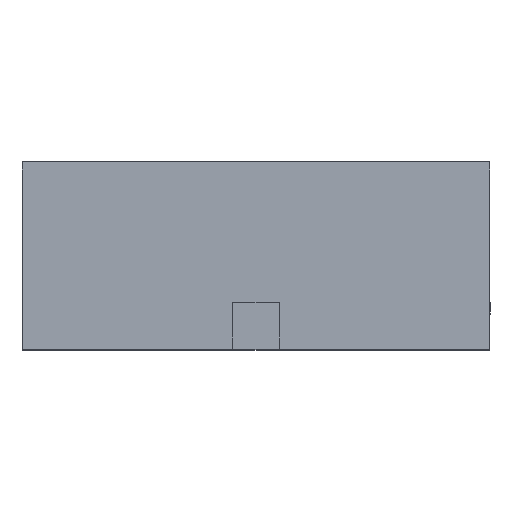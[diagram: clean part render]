
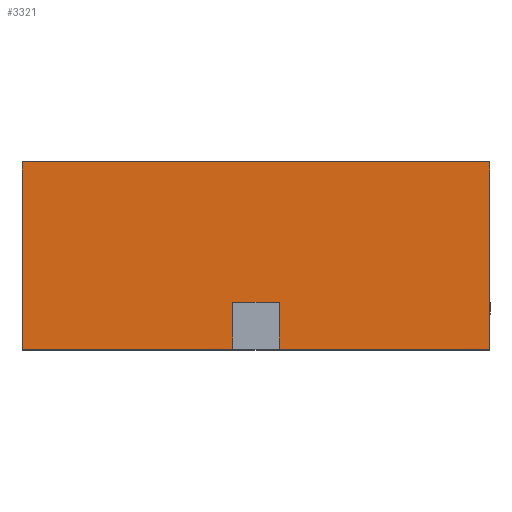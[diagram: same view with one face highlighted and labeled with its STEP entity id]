
A CAD part, top view. The second image highlights one B-rep face of the part: STEP entity #3321.
In plain terms, the highlighted planar face has unit normal (0, 0, 1).
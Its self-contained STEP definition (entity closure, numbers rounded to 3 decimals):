
#76=PLANE('',#4250);
#284=LINE('',#5922,#616);
#293=LINE('',#5948,#625);
#294=LINE('',#5952,#626);
#296=LINE('',#5956,#628);
#297=LINE('',#5957,#629);
#303=LINE('',#5967,#635);
#304=LINE('',#5969,#636);
#305=LINE('',#5971,#637);
#616=VECTOR('',#4888,1000.);
#625=VECTOR('',#4917,1000.);
#626=VECTOR('',#4922,1000.);
#628=VECTOR('',#4926,1000.);
#629=VECTOR('',#4927,1000.);
#635=VECTOR('',#4935,1000.);
#636=VECTOR('',#4936,1000.);
#637=VECTOR('',#4937,1000.);
#1271=ORIENTED_EDGE('',*,*,#2007,.T.);
#1272=ORIENTED_EDGE('',*,*,#2020,.T.);
#1273=ORIENTED_EDGE('',*,*,#2024,.T.);
#1274=ORIENTED_EDGE('',*,*,#2031,.F.);
#1275=ORIENTED_EDGE('',*,*,#2032,.F.);
#1276=ORIENTED_EDGE('',*,*,#2033,.T.);
#1277=ORIENTED_EDGE('',*,*,#2025,.T.);
#1278=ORIENTED_EDGE('',*,*,#2022,.F.);
#2007=EDGE_CURVE('',#2431,#2430,#284,.T.);
#2020=EDGE_CURVE('',#2430,#2437,#293,.T.);
#2022=EDGE_CURVE('',#2431,#2438,#294,.T.);
#2024=EDGE_CURVE('',#2437,#2439,#296,.T.);
#2025=EDGE_CURVE('',#2440,#2438,#297,.T.);
#2031=EDGE_CURVE('',#2443,#2439,#303,.T.);
#2032=EDGE_CURVE('',#2444,#2443,#304,.T.);
#2033=EDGE_CURVE('',#2444,#2440,#305,.T.);
#2430=VERTEX_POINT('',#5921);
#2431=VERTEX_POINT('',#5923);
#2437=VERTEX_POINT('',#5947);
#2438=VERTEX_POINT('',#5951);
#2439=VERTEX_POINT('',#5955);
#2440=VERTEX_POINT('',#5958);
#2443=VERTEX_POINT('',#5968);
#2444=VERTEX_POINT('',#5970);
#2858=EDGE_LOOP('',(#1271,#1272,#1273,#1274,#1275,#1276,#1277,#1278));
#3052=FACE_BOUND('',#2858,.T.);
#3321=ADVANCED_FACE('',(#3052),#76,.F.);
#4250=AXIS2_PLACEMENT_3D('',#5966,#4933,#4934);
#4888=DIRECTION('',(1.,0.,0.));
#4917=DIRECTION('',(0.,-1.,0.));
#4922=DIRECTION('',(0.,-1.,0.));
#4926=DIRECTION('',(1.,0.,0.));
#4927=DIRECTION('',(1.,0.,0.));
#4933=DIRECTION('',(0.,0.,-1.));
#4934=DIRECTION('',(-1.,0.,0.));
#4935=DIRECTION('',(0.,-1.,0.));
#4936=DIRECTION('',(1.,0.,0.));
#4937=DIRECTION('',(0.,-1.,0.));
#5921=CARTESIAN_POINT('',(0.075,0.15,0.75));
#5922=CARTESIAN_POINT('',(-0.75,0.15,0.75));
#5923=CARTESIAN_POINT('',(-0.075,0.15,0.75));
#5947=CARTESIAN_POINT('',(0.075,0.,0.75));
#5948=CARTESIAN_POINT('',(0.075,0.15,0.75));
#5951=CARTESIAN_POINT('',(-0.075,0.,0.75));
#5952=CARTESIAN_POINT('',(-0.075,0.15,0.75));
#5955=CARTESIAN_POINT('',(0.75,0.,0.75));
#5956=CARTESIAN_POINT('',(-0.75,0.,0.75));
#5957=CARTESIAN_POINT('',(-0.75,0.,0.75));
#5958=CARTESIAN_POINT('',(-0.75,0.,0.75));
#5966=CARTESIAN_POINT('',(-0.75,0.6,0.75));
#5967=CARTESIAN_POINT('',(0.75,0.6,0.75));
#5968=CARTESIAN_POINT('',(0.75,0.6,0.75));
#5969=CARTESIAN_POINT('',(-0.75,0.6,0.75));
#5970=CARTESIAN_POINT('',(-0.75,0.6,0.75));
#5971=CARTESIAN_POINT('',(-0.75,0.6,0.75));
